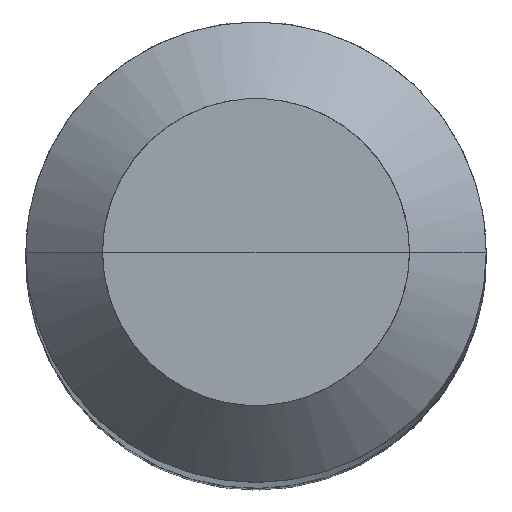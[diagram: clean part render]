
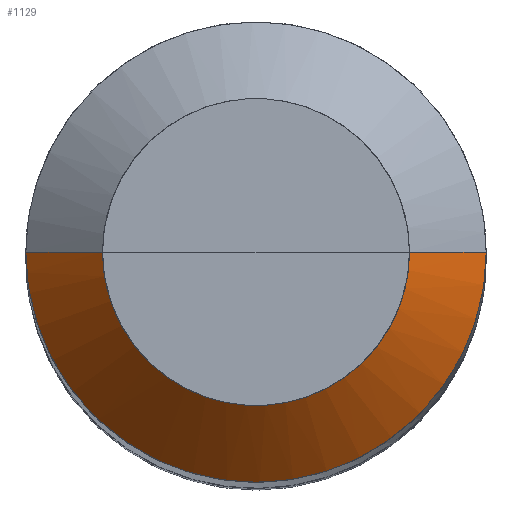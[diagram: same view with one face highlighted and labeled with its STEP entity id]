
A CAD part, top view. The second image highlights one B-rep face of the part: STEP entity #1129.
In plain terms, the highlighted free-form (B-spline) face has degree [1, 2] with [2, 5] control points.
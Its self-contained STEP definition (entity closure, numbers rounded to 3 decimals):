
#827=CARTESIAN_POINT('',(3.0,0.0,41.0));
#831=CARTESIAN_POINT('',(-3.0,0.0,41.0));
#832=CARTESIAN_POINT('',(2.0,0.0,42.0));
#836=CARTESIAN_POINT('',(-2.0,0.0,42.0));
#841=CARTESIAN_POINT('',(-3.0,-3.0,41.0));
#842=CARTESIAN_POINT('',(0.0,-3.0,41.0));
#843=CARTESIAN_POINT('',(3.0,-3.0,41.0));
#844=CARTESIAN_POINT('',(-2.0,-2.0,42.0));
#845=CARTESIAN_POINT('',(0.0,-2.0,42.0));
#846=CARTESIAN_POINT('',(2.0,-2.0,42.0));
#1110=(
BOUNDED_SURFACE()
B_SPLINE_SURFACE(1,2,(
(#831,#841,#842,#843,#827),
(#836,#844,#845,#846,#832)
), .UNSPECIFIED.,.F.,.F.,.F.)
B_SPLINE_SURFACE_WITH_KNOTS((2,2),(3,2,3),(
0.0,1.0),(
0.0,0.5,1.0), .UNSPECIFIED.)
GEOMETRIC_REPRESENTATION_ITEM()
RATIONAL_B_SPLINE_SURFACE(((1.0,0.707,1.0,0.707,1.0),
(1.0,0.707,1.0,0.707,1.0)
))
REPRESENTATION_ITEM('')
SURFACE()
);
#1111=(
BOUNDED_CURVE()
B_SPLINE_CURVE(2,(#827,#843,#842,#841,#831),.UNSPECIFIED.,.F.,.F.)
B_SPLINE_CURVE_WITH_KNOTS((3,2,3),
(0.0,0.5,1.0),.UNSPECIFIED.)
CURVE()
GEOMETRIC_REPRESENTATION_ITEM()
RATIONAL_B_SPLINE_CURVE((1.0,0.707,1.0,0.707,1.0))
REPRESENTATION_ITEM('')
);
#1112=(
BOUNDED_CURVE()
B_SPLINE_CURVE(1,(#831,#836),.UNSPECIFIED.,.F.,.F.)
B_SPLINE_CURVE_WITH_KNOTS((2,2),
(0.0,1.0),.UNSPECIFIED.)
CURVE()
GEOMETRIC_REPRESENTATION_ITEM()
RATIONAL_B_SPLINE_CURVE((1.0,1.0))
REPRESENTATION_ITEM('')
);
#1113=(
BOUNDED_CURVE()
B_SPLINE_CURVE(2,(#836,#844,#845,#846,#832),.UNSPECIFIED.,.F.,.F.)
B_SPLINE_CURVE_WITH_KNOTS((3,2,3),
(0.0,0.5,1.0),.UNSPECIFIED.)
CURVE()
GEOMETRIC_REPRESENTATION_ITEM()
RATIONAL_B_SPLINE_CURVE((1.0,0.707,1.0,0.707,1.0))
REPRESENTATION_ITEM('')
);
#1114=(
BOUNDED_CURVE()
B_SPLINE_CURVE(1,(#832,#827),.UNSPECIFIED.,.F.,.F.)
B_SPLINE_CURVE_WITH_KNOTS((2,2),
(0.0,1.0),.UNSPECIFIED.)
CURVE()
GEOMETRIC_REPRESENTATION_ITEM()
RATIONAL_B_SPLINE_CURVE((1.0,1.0))
REPRESENTATION_ITEM('')
);
#1115=VERTEX_POINT('',#827);
#1116=VERTEX_POINT('',#831);
#1117=VERTEX_POINT('',#832);
#1118=VERTEX_POINT('',#836);
#1119=EDGE_CURVE('',#1115,#1116,#1111,.T.);
#1120=EDGE_CURVE('',#1116,#1118,#1112,.T.);
#1121=EDGE_CURVE('',#1118,#1117,#1113,.T.);
#1122=EDGE_CURVE('',#1117,#1115,#1114,.T.);
#1123=ORIENTED_EDGE('',*,*,#1119,.T.);
#1124=ORIENTED_EDGE('',*,*,#1120,.T.);
#1125=ORIENTED_EDGE('',*,*,#1121,.T.);
#1126=ORIENTED_EDGE('',*,*,#1122,.T.);
#1127=EDGE_LOOP('',(#1123,#1124,#1125,#1126));
#1128=FACE_OUTER_BOUND('',#1127,.T.);
#1129=ADVANCED_FACE('',(#1128),#1110,.T.);
